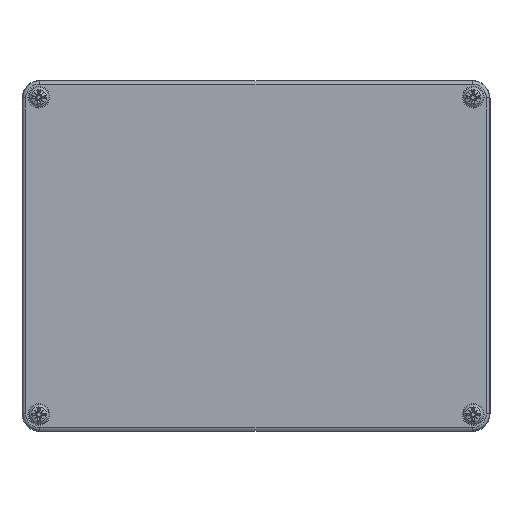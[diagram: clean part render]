
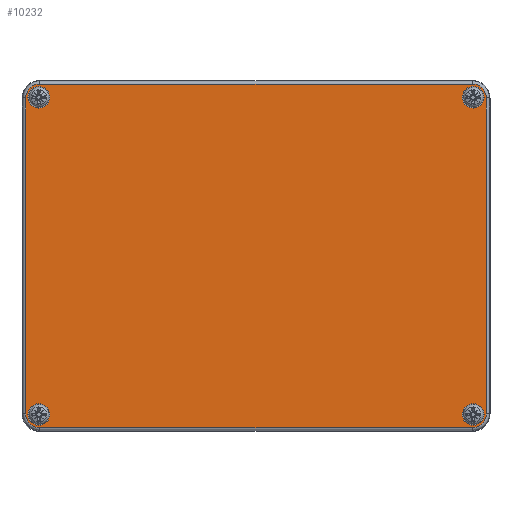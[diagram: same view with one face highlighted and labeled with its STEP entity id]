
A CAD part, top view. The second image highlights one B-rep face of the part: STEP entity #10232.
In plain terms, the highlighted face is planar.
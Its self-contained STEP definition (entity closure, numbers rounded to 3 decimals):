
#9692=CARTESIAN_POINT('',(70.55,-54.25,-15.5));
#9693=VERTEX_POINT('',#9692);
#9694=CARTESIAN_POINT('',(74.25,-54.25,-15.5));
#9695=DIRECTION('',(0.0,0.0,1.0));
#9696=DIRECTION('',(1.0,0.0,0.0));
#9697=AXIS2_PLACEMENT_3D('',#9694,#9695,#9696);
#9698=CIRCLE('',#9697,3.7);
#9699=EDGE_CURVE('',#9693,#9693,#9698,.T.);
#9732=CARTESIAN_POINT('',(70.55,54.25,-15.5));
#9733=VERTEX_POINT('',#9732);
#9734=CARTESIAN_POINT('',(74.25,54.25,-15.5));
#9735=DIRECTION('',(0.0,0.0,1.0));
#9736=DIRECTION('',(1.0,0.0,0.0));
#9737=AXIS2_PLACEMENT_3D('',#9734,#9735,#9736);
#9738=CIRCLE('',#9737,3.7);
#9739=EDGE_CURVE('',#9733,#9733,#9738,.T.);
#9772=CARTESIAN_POINT('',(-77.95,54.25,-15.5));
#9773=VERTEX_POINT('',#9772);
#9774=CARTESIAN_POINT('',(-74.25,54.25,-15.5));
#9775=DIRECTION('',(0.0,0.0,1.0));
#9776=DIRECTION('',(1.0,0.0,0.0));
#9777=AXIS2_PLACEMENT_3D('',#9774,#9775,#9776);
#9778=CIRCLE('',#9777,3.7);
#9779=EDGE_CURVE('',#9773,#9773,#9778,.T.);
#9812=CARTESIAN_POINT('',(-77.95,-54.25,-15.5));
#9813=VERTEX_POINT('',#9812);
#9814=CARTESIAN_POINT('',(-74.25,-54.25,-15.5));
#9815=DIRECTION('',(0.0,0.0,1.0));
#9816=DIRECTION('',(1.0,0.0,0.0));
#9817=AXIS2_PLACEMENT_3D('',#9814,#9815,#9816);
#9818=CIRCLE('',#9817,3.7);
#9819=EDGE_CURVE('',#9813,#9813,#9818,.T.);
#9843=CARTESIAN_POINT('',(74.,-58.747,-15.5));
#9844=VERTEX_POINT('',#9843);
#9852=CARTESIAN_POINT('',(78.747,-54.0,-15.5));
#9853=VERTEX_POINT('',#9852);
#9854=CARTESIAN_POINT('',(74.,-54.0,-15.5));
#9855=DIRECTION('',(0.0,0.0,1.0));
#9856=DIRECTION('',(0.707,-0.707,0.0));
#9857=AXIS2_PLACEMENT_3D('',#9854,#9855,#9856);
#9858=CIRCLE('',#9857,4.747);
#9859=EDGE_CURVE('',#9844,#9853,#9858,.T.);
#9887=CARTESIAN_POINT('',(-74.,-58.747,-15.5));
#9888=VERTEX_POINT('',#9887);
#9896=CARTESIAN_POINT('',(-74.,-58.747,-15.5));
#9897=DIRECTION('',(1.0,0.0,0.0));
#9898=VECTOR('',#9897,148.);
#9899=LINE('',#9896,#9898);
#9900=EDGE_CURVE('',#9888,#9844,#9899,.T.);
#9917=CARTESIAN_POINT('',(78.747,54.,-15.5));
#9918=VERTEX_POINT('',#9917);
#9935=CARTESIAN_POINT('',(78.747,-54.0,-15.5));
#9936=DIRECTION('',(0.0,1.0,0.0));
#9937=VECTOR('',#9936,108.);
#9938=LINE('',#9935,#9937);
#9939=EDGE_CURVE('',#9853,#9918,#9938,.T.);
#9951=CARTESIAN_POINT('',(-78.747,-54.0,-15.5));
#9952=VERTEX_POINT('',#9951);
#9960=CARTESIAN_POINT('',(-74.,-54.0,-15.5));
#9961=DIRECTION('',(0.0,0.0,1.0));
#9962=DIRECTION('',(-0.707,-0.707,0.0));
#9963=AXIS2_PLACEMENT_3D('',#9960,#9961,#9962);
#9964=CIRCLE('',#9963,4.747);
#9965=EDGE_CURVE('',#9952,#9888,#9964,.T.);
#9983=CARTESIAN_POINT('',(74.,58.747,-15.5));
#9984=VERTEX_POINT('',#9983);
#10002=CARTESIAN_POINT('',(74.,54.0,-15.5));
#10003=DIRECTION('',(0.0,0.0,1.0));
#10004=DIRECTION('',(0.707,0.707,0.0));
#10005=AXIS2_PLACEMENT_3D('',#10002,#10003,#10004);
#10006=CIRCLE('',#10005,4.747);
#10007=EDGE_CURVE('',#9918,#9984,#10006,.T.);
#10019=CARTESIAN_POINT('',(-78.747,54.0,-15.5));
#10020=VERTEX_POINT('',#10019);
#10028=CARTESIAN_POINT('',(-78.747,54.0,-15.5));
#10029=DIRECTION('',(0.0,-1.0,0.0));
#10030=VECTOR('',#10029,108.);
#10031=LINE('',#10028,#10030);
#10032=EDGE_CURVE('',#10020,#9952,#10031,.T.);
#10049=CARTESIAN_POINT('',(-74.,58.747,-15.5));
#10050=VERTEX_POINT('',#10049);
#10067=CARTESIAN_POINT('',(74.,58.747,-15.5));
#10068=DIRECTION('',(-1.0,0.0,0.0));
#10069=VECTOR('',#10068,148.);
#10070=LINE('',#10067,#10069);
#10071=EDGE_CURVE('',#9984,#10050,#10070,.T.);
#10090=CARTESIAN_POINT('',(-74.,54.0,-15.5));
#10091=DIRECTION('',(0.0,0.0,1.0));
#10092=DIRECTION('',(-0.707,0.707,0.0));
#10093=AXIS2_PLACEMENT_3D('',#10090,#10091,#10092);
#10094=CIRCLE('',#10093,4.747);
#10095=EDGE_CURVE('',#10050,#10020,#10094,.T.);
#10205=CARTESIAN_POINT('',(0.,0.,-15.5));
#10206=DIRECTION('',(0.0,0.0,1.0));
#10207=DIRECTION('',(1.0,0.0,0.0));
#10208=AXIS2_PLACEMENT_3D('',#10205,#10206,#10207);
#10209=PLANE('',#10208);
#10210=ORIENTED_EDGE('',*,*,#9859,.F.);
#10211=ORIENTED_EDGE('',*,*,#9900,.F.);
#10212=ORIENTED_EDGE('',*,*,#9965,.F.);
#10213=ORIENTED_EDGE('',*,*,#10032,.F.);
#10214=ORIENTED_EDGE('',*,*,#10095,.F.);
#10215=ORIENTED_EDGE('',*,*,#10071,.F.);
#10216=ORIENTED_EDGE('',*,*,#10007,.F.);
#10217=ORIENTED_EDGE('',*,*,#9939,.F.);
#10218=EDGE_LOOP('',(#10210,#10211,#10212,#10213,#10214,#10215,#10216,#10217));
#10219=FACE_OUTER_BOUND('',#10218,.T.);
#10220=ORIENTED_EDGE('',*,*,#9699,.T.);
#10221=EDGE_LOOP('',(#10220));
#10222=FACE_BOUND('',#10221,.T.);
#10223=ORIENTED_EDGE('',*,*,#9739,.T.);
#10224=EDGE_LOOP('',(#10223));
#10225=FACE_BOUND('',#10224,.T.);
#10226=ORIENTED_EDGE('',*,*,#9779,.T.);
#10227=EDGE_LOOP('',(#10226));
#10228=FACE_BOUND('',#10227,.T.);
#10229=ORIENTED_EDGE('',*,*,#9819,.T.);
#10230=EDGE_LOOP('',(#10229));
#10231=FACE_BOUND('',#10230,.T.);
#10232=ADVANCED_FACE('',(#10219,#10222,#10225,#10228,#10231),#10209,.F.);
